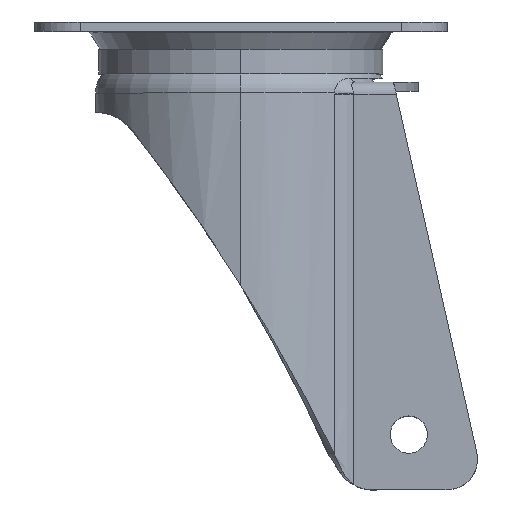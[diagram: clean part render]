
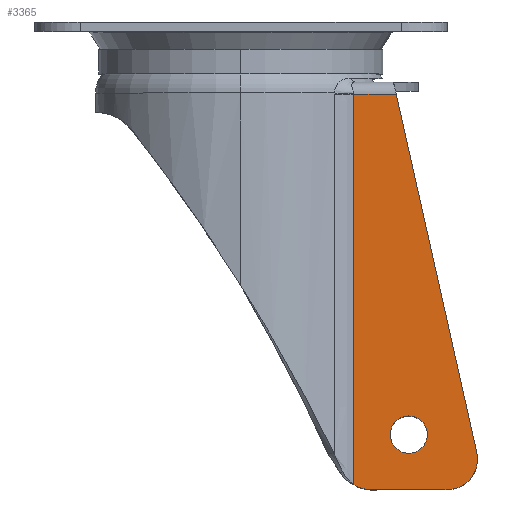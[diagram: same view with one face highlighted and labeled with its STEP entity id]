
A CAD part, top view. The second image highlights one B-rep face of the part: STEP entity #3365.
In plain terms, the highlighted planar face has unit normal (0, 0, 1).
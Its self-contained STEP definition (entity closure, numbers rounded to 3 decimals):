
#18 = CARTESIAN_POINT ( 'NONE',  ( 55., -153., 34. ) ) ;
#333 = EDGE_CURVE ( 'NONE', #9151, #3652, #9533, .T. ) ;
#406 = AXIS2_PLACEMENT_3D ( 'NONE', #2845, #5831, #5020 ) ;
#599 = AXIS2_PLACEMENT_3D ( 'NONE', #4714, #6828, #3783 ) ;
#741 = EDGE_CURVE ( 'NONE', #4114, #2481, #1081, .T. ) ;
#772 = DIRECTION ( 'NONE',  ( 0., -1., 0. ) ) ;
#871 = CARTESIAN_POINT ( 'NONE',  ( 42.5, -143., 34. ) ) ;
#1081 = CIRCLE ( 'NONE', #4955, 10. ) ;
#1238 = CIRCLE ( 'NONE', #1552, 6.1 ) ;
#1254 = VECTOR ( 'NONE', #2181, 1000. ) ;
#1271 = CARTESIAN_POINT ( 'NONE',  ( 37.016, -108.775, 34. ) ) ;
#1317 = PLANE ( 'NONE',  #406 ) ;
#1552 = AXIS2_PLACEMENT_3D ( 'NONE', #3621, #6567, #9465 ) ;
#1707 = DIRECTION ( 'NONE',  ( 0., 0., -1. ) ) ;
#1890 = EDGE_CURVE ( 'NONE', #3652, #4114, #5909, .T. ) ;
#2181 = DIRECTION ( 'NONE',  ( -1., 0., 0. ) ) ;
#2233 = CARTESIAN_POINT ( 'NONE',  ( 61.1, -135., 34. ) ) ;
#2332 = AXIS2_PLACEMENT_3D ( 'NONE', #8729, #9493, #4578 ) ;
#2481 = VERTEX_POINT ( 'NONE', #8121 ) ;
#2525 = ORIENTED_EDGE ( 'NONE', *, *, #333, .F. ) ;
#2670 = LINE ( 'NONE', #6280, #7958 ) ;
#2677 = EDGE_CURVE ( 'NONE', #4285, #2481, #3451, .T. ) ;
#2845 = CARTESIAN_POINT ( 'NONE',  ( 0., -169.6, 34. ) ) ;
#3012 = EDGE_CURVE ( 'NONE', #5895, #9151, #2670, .T. ) ;
#3062 = ORIENTED_EDGE ( 'NONE', *, *, #5538, .F. ) ;
#3101 = LINE ( 'NONE', #6052, #5117 ) ;
#3257 = CARTESIAN_POINT ( 'NONE',  ( 77.256, -140.806, 34. ) ) ;
#3365 = ADVANCED_FACE ( 'NONE', ( #6458, #4358 ), #1317, .T. ) ;
#3383 = EDGE_LOOP ( 'NONE', ( #3062, #6512 ) ) ;
#3451 = B_SPLINE_CURVE_WITH_KNOTS ( 'NONE', 3,
 ( #7918, #9224, #1271, #4255 ),
 .UNSPECIFIED., .F., .F.,
 ( 4, 4 ),
 ( 0., 1. ),
 .UNSPECIFIED. ) ;
#3468 = ORIENTED_EDGE ( 'NONE', *, *, #2677, .T. ) ;
#3621 = CARTESIAN_POINT ( 'NONE',  ( 55., -135., 34. ) ) ;
#3652 = VERTEX_POINT ( 'NONE', #4550 ) ;
#3704 = VERTEX_POINT ( 'NONE', #6760 ) ;
#3783 = DIRECTION ( 'NONE',  ( 0.976, 0.219, 0. ) ) ;
#4114 = VERTEX_POINT ( 'NONE', #5107 ) ;
#4255 = CARTESIAN_POINT ( 'NONE',  ( 37.017, -151.363, 34. ) ) ;
#4285 = VERTEX_POINT ( 'NONE', #8622 ) ;
#4353 = CIRCLE ( 'NONE', #2332, 6.1 ) ;
#4358 = FACE_OUTER_BOUND ( 'NONE', #7684, .T. ) ;
#4550 = CARTESIAN_POINT ( 'NONE',  ( 67.5, -153., 34. ) ) ;
#4578 = DIRECTION ( 'NONE',  ( -1., 0., 0. ) ) ;
#4603 = DIRECTION ( 'NONE',  ( -1., 0., 0. ) ) ;
#4714 = CARTESIAN_POINT ( 'NONE',  ( 67.5, -143., 34. ) ) ;
#4955 = AXIS2_PLACEMENT_3D ( 'NONE', #871, #1707, #772 ) ;
#5020 = DIRECTION ( 'NONE',  ( 1., 0., 0. ) ) ;
#5107 = CARTESIAN_POINT ( 'NONE',  ( 42.5, -153., 34. ) ) ;
#5117 = VECTOR ( 'NONE', #4603, 1000. ) ;
#5129 = CARTESIAN_POINT ( 'NONE',  ( 50.9, -23.6, 34. ) ) ;
#5356 = ORIENTED_EDGE ( 'NONE', *, *, #1890, .F. ) ;
#5538 = EDGE_CURVE ( 'NONE', #3704, #9102, #4353, .T. ) ;
#5831 = DIRECTION ( 'NONE',  ( 0., 0., 1. ) ) ;
#5895 = VERTEX_POINT ( 'NONE', #5129 ) ;
#5909 = LINE ( 'NONE', #18, #1254 ) ;
#5915 = EDGE_CURVE ( 'NONE', #9102, #3704, #1238, .T. ) ;
#6052 = CARTESIAN_POINT ( 'NONE',  ( 50.9, -23.6, 34. ) ) ;
#6245 = DIRECTION ( 'NONE',  ( 0.219, -0.976, 0. ) ) ;
#6280 = CARTESIAN_POINT ( 'NONE',  ( 50.9, -23.6, 34. ) ) ;
#6411 = ORIENTED_EDGE ( 'NONE', *, *, #9347, .T. ) ;
#6458 = FACE_BOUND ( 'NONE', #3383, .T. ) ;
#6512 = ORIENTED_EDGE ( 'NONE', *, *, #5915, .F. ) ;
#6567 = DIRECTION ( 'NONE',  ( 0., 0., 1. ) ) ;
#6760 = CARTESIAN_POINT ( 'NONE',  ( 48.9, -135., 34. ) ) ;
#6828 = DIRECTION ( 'NONE',  ( 0., 0., -1. ) ) ;
#6990 = ORIENTED_EDGE ( 'NONE', *, *, #3012, .F. ) ;
#7684 = EDGE_LOOP ( 'NONE', ( #5356, #2525, #6990, #6411, #3468, #9043 ) ) ;
#7918 = CARTESIAN_POINT ( 'NONE',  ( 37.015, -23.6, 34. ) ) ;
#7958 = VECTOR ( 'NONE', #6245, 1000. ) ;
#8121 = CARTESIAN_POINT ( 'NONE',  ( 37.017, -151.363, 34. ) ) ;
#8622 = CARTESIAN_POINT ( 'NONE',  ( 37.015, -23.6, 34. ) ) ;
#8729 = CARTESIAN_POINT ( 'NONE',  ( 55., -135., 34. ) ) ;
#9043 = ORIENTED_EDGE ( 'NONE', *, *, #741, .F. ) ;
#9102 = VERTEX_POINT ( 'NONE', #2233 ) ;
#9151 = VERTEX_POINT ( 'NONE', #3257 ) ;
#9224 = CARTESIAN_POINT ( 'NONE',  ( 37.016, -66.188, 34. ) ) ;
#9347 = EDGE_CURVE ( 'NONE', #5895, #4285, #3101, .T. ) ;
#9465 = DIRECTION ( 'NONE',  ( 1., 0., 0. ) ) ;
#9493 = DIRECTION ( 'NONE',  ( 0., 0., 1. ) ) ;
#9533 = CIRCLE ( 'NONE', #599, 10. ) ;
